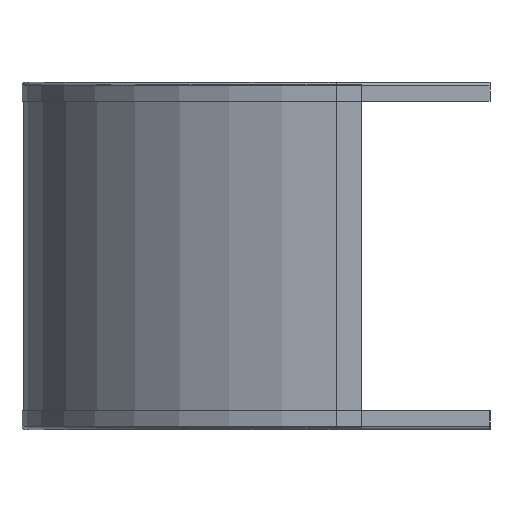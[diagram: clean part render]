
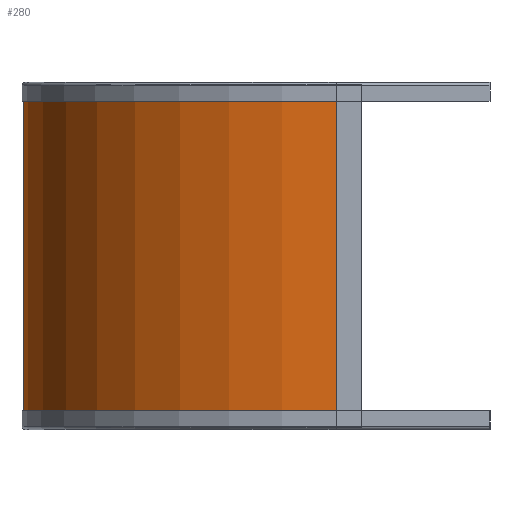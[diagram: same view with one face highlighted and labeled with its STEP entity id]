
A CAD part, front view. The second image highlights one B-rep face of the part: STEP entity #280.
In plain terms, the highlighted cylindrical face has radius 182.75 mm (diameter 365.5 mm), a partial arc.
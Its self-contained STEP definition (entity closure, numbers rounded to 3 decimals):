
#46=CARTESIAN_POINT('',(-15.,182.75,0.));
#47=DIRECTION('',(0.,0.,-1.));
#48=DIRECTION('',(0.,-1.,0.));
#49=AXIS2_PLACEMENT_3D('',#46,#47,#48);
#63=DIRECTION('',(0.,0.,-1.));
#64=VECTOR('',#63,201.);
#65=CARTESIAN_POINT('',(-197.75,182.75,201.));
#66=LINE('',#65,#64);
#67=DIRECTION('',(0.,0.,1.));
#68=VECTOR('',#67,201.);
#69=CARTESIAN_POINT('',(-15.,0.,0.));
#70=LINE('',#69,#68);
#84=CARTESIAN_POINT('',(-15.,182.75,201.));
#85=DIRECTION('',(0.,0.,1.));
#86=DIRECTION('',(-1.,0.,0.));
#87=AXIS2_PLACEMENT_3D('',#84,#85,#86);
#121=CARTESIAN_POINT('',(-197.75,182.75,201.));
#122=CARTESIAN_POINT('',(-15.,0.,201.));
#123=VERTEX_POINT('',#121);
#124=VERTEX_POINT('',#122);
#130=CARTESIAN_POINT('',(-15.,0.,0.));
#132=VERTEX_POINT('',#130);
#133=CARTESIAN_POINT('',(-197.75,182.75,0.));
#134=VERTEX_POINT('',#133);
#268=CARTESIAN_POINT('',(-15.,182.75,201.));
#269=DIRECTION('',(0.,0.,-1.));
#270=DIRECTION('',(-1.,0.,0.));
#271=AXIS2_PLACEMENT_3D('',#268,#269,#270);
#272=CYLINDRICAL_SURFACE('',#271,182.75);
#273=ORIENTED_EDGE('',*,*,#233,.T.);
#274=ORIENTED_EDGE('',*,*,#175,.F.);
#276=ORIENTED_EDGE('',*,*,#275,.T.);
#277=ORIENTED_EDGE('',*,*,#259,.F.);
#278=EDGE_LOOP('',(#273,#274,#276,#277));
#279=FACE_OUTER_BOUND('',#278,.F.);
#280=ADVANCED_FACE('',(#279),#272,.T.);
#50=CIRCLE('',#49,182.75);
#88=CIRCLE('',#87,182.75);
#175=EDGE_CURVE('',#123,#134,#66,.T.);
#233=EDGE_CURVE('',#132,#134,#50,.T.);
#259=EDGE_CURVE('',#132,#124,#70,.T.);
#275=EDGE_CURVE('',#123,#124,#88,.T.);
